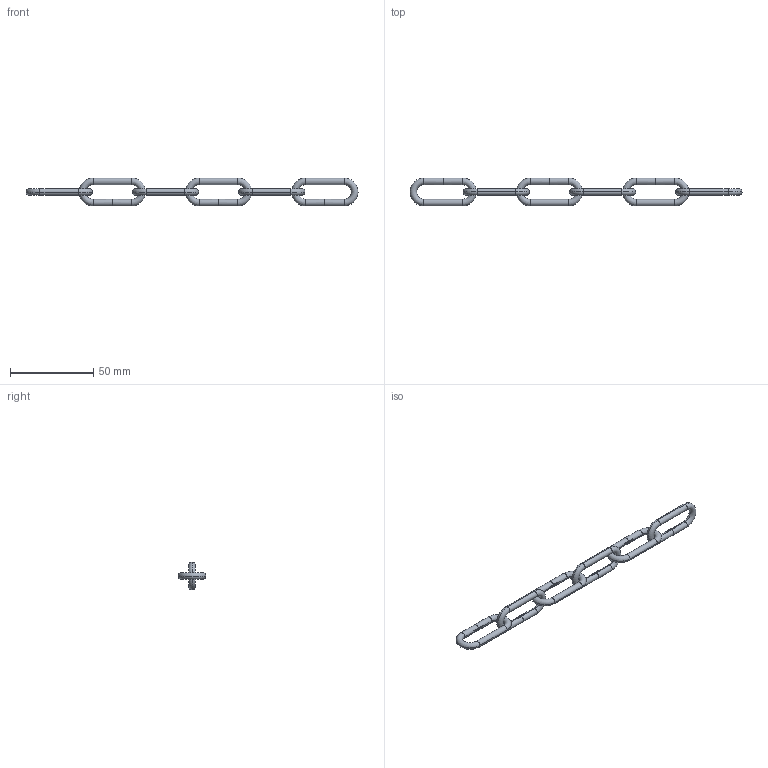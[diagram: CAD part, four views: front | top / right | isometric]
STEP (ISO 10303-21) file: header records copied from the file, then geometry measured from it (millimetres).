
FILE_DESCRIPTION (( 'STEP AP203' ), '1' );
FILE_NAME ('101200004.STEP', '2018-03-15T09:13:25', ( '' ), ( '' ), 'SwSTEP 2.0', 'SolidWorks 2015', '' );
FILE_SCHEMA (( 'CONFIG_CONTROL_DESIGN' ));
Length unit declared in the file: millimetre
Products named in the file (2): 101100004 Teil1_101200004; 101200004
Assembly tree (6 placements, depth 2):
  101200004
    101100004 Teil1_101200004  x6
Bounding box: 200 x 16.8 x 16.8 mm (x, y, z)
Volume: 6529.8 mm3; surface area: 6554.3 mm2
Topology: 6 solids, 6 shells, 1356 faces, 3666 edges, 2364 vertices
Faces by surface type: bspline 594, plane 510, cylinder 228, torus 24
Entity records: 11789 total; most frequent: CARTESIAN_POINT 6453, ORIENTED_EDGE 1222, DIRECTION 745, EDGE_CURVE 611, VERTEX_POINT 394, VECTOR 289, LINE 289, EDGE_LOOP 235
